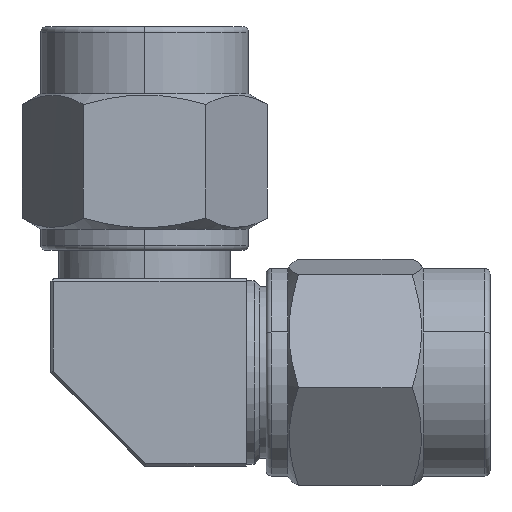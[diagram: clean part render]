
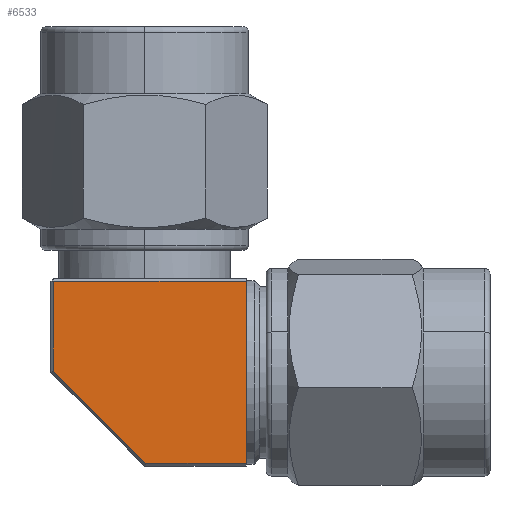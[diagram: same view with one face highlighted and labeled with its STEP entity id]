
A CAD part, left-side view. The second image highlights one B-rep face of the part: STEP entity #6533.
In plain terms, the highlighted planar face has unit normal (-1, 0, 0).
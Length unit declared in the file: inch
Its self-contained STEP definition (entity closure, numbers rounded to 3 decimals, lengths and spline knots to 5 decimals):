
#28 = EDGE_LOOP ( 'NONE', ( #5042, #219, #2910, #5870, #6233 ) ) ;
#219 = ORIENTED_EDGE ( 'NONE', *, *, #968, .T. ) ;
#303 = DIRECTION ( 'NONE',  ( 0., 0., -1. ) ) ;
#384 = DIRECTION ( 'NONE',  ( 0., 1., 0. ) ) ;
#606 = EDGE_CURVE ( 'NONE', #2052, #7759, #3943, .T. ) ;
#685 = CARTESIAN_POINT ( 'NONE',  ( -0.12728, -0.04223, 0.32244 ) ) ;
#862 = VERTEX_POINT ( 'NONE', #3414 ) ;
#968 = EDGE_CURVE ( 'NONE', #7759, #9261, #1114, .T. ) ;
#1114 = LINE ( 'NONE', #1918, #8385 ) ;
#1631 = PLANE ( 'NONE',  #2225 ) ;
#1776 = DIRECTION ( 'NONE',  ( 0., -1., 0. ) ) ;
#1918 = CARTESIAN_POINT ( 'NONE',  ( -0.12728, -0.12097, 0.32244 ) ) ;
#2052 = VERTEX_POINT ( 'NONE', #5067 ) ;
#2225 = AXIS2_PLACEMENT_3D ( 'NONE', #5039, #4465, #4416 ) ;
#2319 = VERTEX_POINT ( 'NONE', #8378 ) ;
#2456 = LINE ( 'NONE', #2548, #7914 ) ;
#2533 = CARTESIAN_POINT ( 'NONE',  ( -0.12728, 0.10459, 0.32129 ) ) ;
#2548 = CARTESIAN_POINT ( 'NONE',  ( -0.12728, 0.24517, 0.59016 ) ) ;
#2910 = ORIENTED_EDGE ( 'NONE', *, *, #4119, .F. ) ;
#3414 = CARTESIAN_POINT ( 'NONE',  ( -0.12728, 0.24124, 0.59016 ) ) ;
#3583 = CARTESIAN_POINT ( 'NONE',  ( -0.12728, 0.10575, 0.32244 ) ) ;
#3943 = LINE ( 'NONE', #2533, #5974 ) ;
#4119 = EDGE_CURVE ( 'NONE', #2319, #9261, #4586, .T. ) ;
#4136 = EDGE_CURVE ( 'NONE', #2319, #862, #2456, .T. ) ;
#4325 = FACE_OUTER_BOUND ( 'NONE', #28, .T. ) ;
#4416 = DIRECTION ( 'NONE',  ( 0., 1., 0. ) ) ;
#4465 = DIRECTION ( 'NONE',  ( 1., 0., 0. ) ) ;
#4586 = LINE ( 'NONE', #7492, #7767 ) ;
#4739 = CARTESIAN_POINT ( 'NONE',  ( -0.12728, 0.24124, 0.3185 ) ) ;
#5039 = CARTESIAN_POINT ( 'NONE',  ( -0.12728, -0.12097, 0.3185 ) ) ;
#5042 = ORIENTED_EDGE ( 'NONE', *, *, #606, .T. ) ;
#5067 = CARTESIAN_POINT ( 'NONE',  ( -0.12728, 0.24124, 0.45793 ) ) ;
#5579 = DIRECTION ( 'NONE',  ( 0., -0.707, -0.707 ) ) ;
#5870 = ORIENTED_EDGE ( 'NONE', *, *, #4136, .T. ) ;
#5974 = VECTOR ( 'NONE', #5579, 39.37008 ) ;
#6204 = DIRECTION ( 'NONE',  ( 0., 0., -1. ) ) ;
#6233 = ORIENTED_EDGE ( 'NONE', *, *, #6741, .T. ) ;
#6533 = ADVANCED_FACE ( 'NONE', ( #4325 ), #1631, .F. ) ;
#6741 = EDGE_CURVE ( 'NONE', #862, #2052, #6785, .T. ) ;
#6785 = LINE ( 'NONE', #4739, #7368 ) ;
#7368 = VECTOR ( 'NONE', #303, 39.37008 ) ;
#7492 = CARTESIAN_POINT ( 'NONE',  ( -0.12728, -0.04223, 0.3185 ) ) ;
#7759 = VERTEX_POINT ( 'NONE', #3583 ) ;
#7767 = VECTOR ( 'NONE', #6204, 39.37008 ) ;
#7914 = VECTOR ( 'NONE', #384, 39.37008 ) ;
#8378 = CARTESIAN_POINT ( 'NONE',  ( -0.12728, -0.04223, 0.59016 ) ) ;
#8385 = VECTOR ( 'NONE', #1776, 39.37008 ) ;
#9261 = VERTEX_POINT ( 'NONE', #685 ) ;
